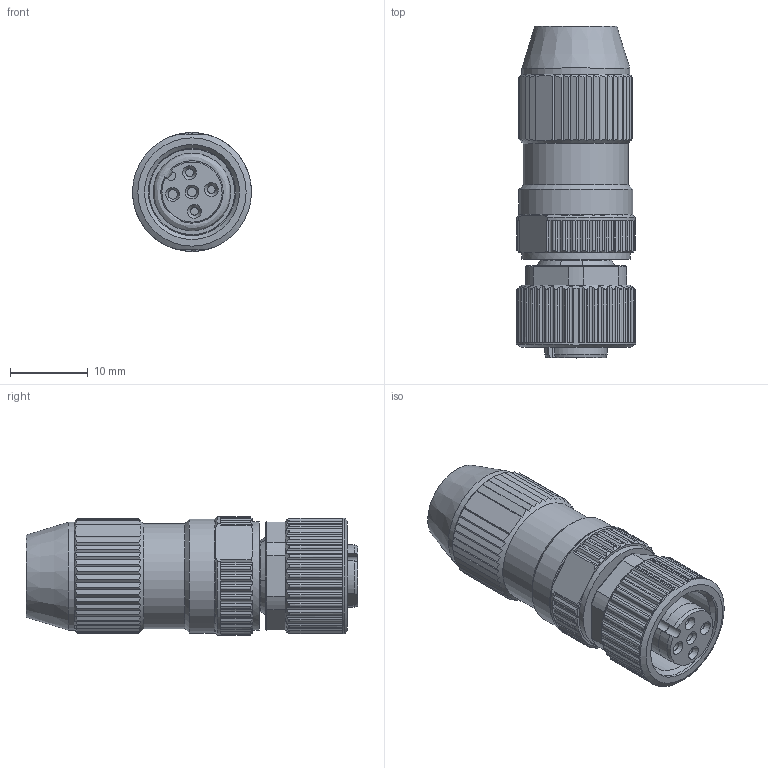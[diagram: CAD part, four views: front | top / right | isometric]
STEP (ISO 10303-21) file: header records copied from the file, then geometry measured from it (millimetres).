
FILE_DESCRIPTION(/* description */ (''),/* implementation_level */ '2;1');
FILE_NAME(/* name */ '100578039ugm000_a.stp',/* time_stamp */ '2014-09-19T08:36:38+02:00',/* author */ (''),/* organization */ (''),/* preprocessor_version */ 'ST-DEVELOPER v15',/* originating_system */ 'SIEMENS PLM Software NX 8.5',/* authorisation */ '');
FILE_SCHEMA (('AUTOMOTIVE_DESIGN { 1 0 10303 214 3 1 1 1 }'));
Length unit declared in the file: millimetre
Products named in the file (1): 100578039ugm000_a
Bounding box: 15.3 x 42.65 x 15.3 mm (x, y, z)
Volume: 5981.4 mm3; surface area: 3396.7 mm2
Topology: 1 solids, 2 shells, 462 faces, 1311 edges, 866 vertices
Faces by surface type: plane 266, cylinder 163, cone 26, bspline 7
Full cylindrical faces by diameter (mm): 1 x3, 1.2 x2, 5.6 x1, 8 x1, 8.05 x1, 8.4 x1, 10.5 x1, 11 x1, 11.2 x1, 12.2 x1, 13.5 x1, 13.9 x1, 14 x1, 14.7 x1
Entity records: 18190 total; most frequent: CARTESIAN_POINT 4098, ORIENTED_EDGE 2526, DIRECTION 1930, EDGE_CURVE 1263, VERTEX_POINT 852, AXIS2_PLACEMENT_3D 683, LINE 564, VECTOR 564
